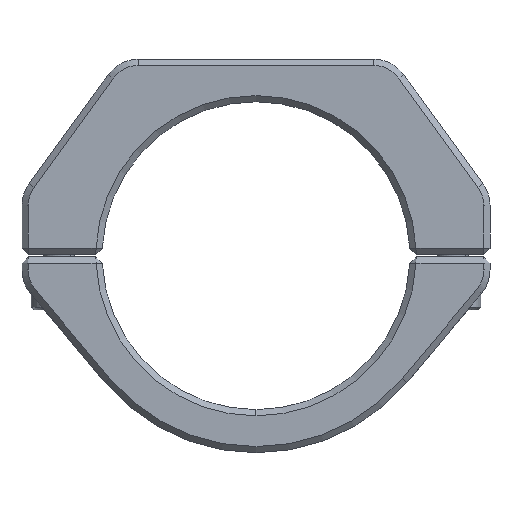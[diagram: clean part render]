
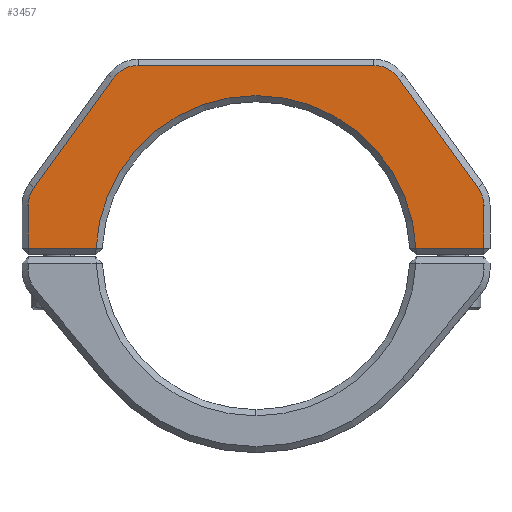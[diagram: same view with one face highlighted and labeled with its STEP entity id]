
A CAD part, front view. The second image highlights one B-rep face of the part: STEP entity #3457.
In plain terms, the highlighted planar face has unit normal (0, -1, 0).
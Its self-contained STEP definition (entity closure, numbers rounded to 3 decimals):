
#20 = CARTESIAN_POINT ( 'NONE',  ( 18.5, 0., 0. ) ) ;
#34 = CARTESIAN_POINT ( 'NONE',  ( 16., 0., 4.088 ) ) ;
#50 = ORIENTED_EDGE ( 'NONE', *, *, #1726, .T. ) ;
#110 = VECTOR ( 'NONE', #3028, 1000. ) ;
#130 = CIRCLE ( 'NONE', #4275, 2.5 ) ;
#140 = EDGE_CURVE ( 'NONE', #647, #3125, #556, .T. ) ;
#142 = VERTEX_POINT ( 'NONE', #3397 ) ;
#153 = DIRECTION ( 'NONE',  ( 1., 0., 0. ) ) ;
#307 = ORIENTED_EDGE ( 'NONE', *, *, #2530, .T. ) ;
#329 = VECTOR ( 'NONE', #3580, 1000. ) ;
#358 = ORIENTED_EDGE ( 'NONE', *, *, #4488, .T. ) ;
#362 = EDGE_CURVE ( 'NONE', #3917, #2695, #130, .T. ) ;
#377 = ORIENTED_EDGE ( 'NONE', *, *, #988, .T. ) ;
#378 = ORIENTED_EDGE ( 'NONE', *, *, #3094, .T. ) ;
#439 = VERTEX_POINT ( 'NONE', #1386 ) ;
#520 = DIRECTION ( 'NONE',  ( 0., 0., 1. ) ) ;
#534 = ORIENTED_EDGE ( 'NONE', *, *, #140, .T. ) ;
#556 = LINE ( 'NONE', #3650, #1865 ) ;
#566 = VECTOR ( 'NONE', #2771, 1000. ) ;
#589 = CARTESIAN_POINT ( 'NONE',  ( -11.581, 0., 14.423 ) ) ;
#647 = VERTEX_POINT ( 'NONE', #4037 ) ;
#759 = CIRCLE ( 'NONE', #3085, 2.5 ) ;
#794 = DIRECTION ( 'NONE',  ( -0.588, 0., 0.809 ) ) ;
#832 = LINE ( 'NONE', #3963, #329 ) ;
#862 = AXIS2_PLACEMENT_3D ( 'NONE', #880, #1225, #3656 ) ;
#867 = DIRECTION ( 'NONE',  ( 0., 0., 1. ) ) ;
#880 = CARTESIAN_POINT ( 'NONE',  ( 0., 0., 0. ) ) ;
#968 = CARTESIAN_POINT ( 'NONE',  ( -18.023, 0., 5.557 ) ) ;
#983 = VECTOR ( 'NONE', #794, 1000. ) ;
#988 = EDGE_CURVE ( 'NONE', #2695, #4374, #832, .T. ) ;
#1068 = DIRECTION ( 'NONE',  ( 0., 0., 1. ) ) ;
#1161 = CARTESIAN_POINT ( 'NONE',  ( -12.986, 0., 0.6 ) ) ;
#1205 = CIRCLE ( 'NONE', #3600, 2.5 ) ;
#1211 = VERTEX_POINT ( 'NONE', #3405 ) ;
#1225 = DIRECTION ( 'NONE',  ( 0., 1., 0. ) ) ;
#1324 = LINE ( 'NONE', #968, #110 ) ;
#1328 = DIRECTION ( 'NONE',  ( 0., 0., 1. ) ) ;
#1386 = CARTESIAN_POINT ( 'NONE',  ( -18.5, 0., 4.088 ) ) ;
#1447 = CARTESIAN_POINT ( 'NONE',  ( 11.581, 0., 14.423 ) ) ;
#1478 = VECTOR ( 'NONE', #2881, 1000. ) ;
#1488 = LINE ( 'NONE', #3783, #1478 ) ;
#1500 = DIRECTION ( 'NONE',  ( 0., -1., 0. ) ) ;
#1622 = AXIS2_PLACEMENT_3D ( 'NONE', #3550, #1500, #867 ) ;
#1643 = EDGE_CURVE ( 'NONE', #3647, #1800, #1324, .T. ) ;
#1706 = ORIENTED_EDGE ( 'NONE', *, *, #2190, .T. ) ;
#1726 = EDGE_CURVE ( 'NONE', #1800, #439, #1205, .T. ) ;
#1775 = DIRECTION ( 'NONE',  ( 0., 0., 1. ) ) ;
#1800 = VERTEX_POINT ( 'NONE', #2757 ) ;
#1839 = CARTESIAN_POINT ( 'NONE',  ( 9.559, 0., 15.453 ) ) ;
#1852 = CARTESIAN_POINT ( 'NONE',  ( 0., 0., 0.6 ) ) ;
#1862 = ORIENTED_EDGE ( 'NONE', *, *, #4462, .T. ) ;
#1865 = VECTOR ( 'NONE', #2620, 1000. ) ;
#2044 = CARTESIAN_POINT ( 'NONE',  ( 11.581, 0., 14.423 ) ) ;
#2140 = EDGE_CURVE ( 'NONE', #142, #3917, #4221, .T. ) ;
#2190 = EDGE_CURVE ( 'NONE', #439, #647, #1488, .T. ) ;
#2236 = CIRCLE ( 'NONE', #862, 13. ) ;
#2345 = VERTEX_POINT ( 'NONE', #3406 ) ;
#2399 = DIRECTION ( 'NONE',  ( 0., -1., 0. ) ) ;
#2530 = EDGE_CURVE ( 'NONE', #2345, #142, #759, .T. ) ;
#2607 = LINE ( 'NONE', #1852, #3623 ) ;
#2620 = DIRECTION ( 'NONE',  ( 1., 0., 0. ) ) ;
#2657 = EDGE_LOOP ( 'NONE', ( #2773, #50, #1706, #534, #1862, #358, #4119, #307, #4350, #2744, #377, #378 ) ) ;
#2695 = VERTEX_POINT ( 'NONE', #1839 ) ;
#2744 = ORIENTED_EDGE ( 'NONE', *, *, #362, .T. ) ;
#2752 = LINE ( 'NONE', #20, #566 ) ;
#2757 = CARTESIAN_POINT ( 'NONE',  ( -18.023, 0., 5.557 ) ) ;
#2771 = DIRECTION ( 'NONE',  ( 0., 0., 1. ) ) ;
#2773 = ORIENTED_EDGE ( 'NONE', *, *, #1643, .T. ) ;
#2837 = DIRECTION ( 'NONE',  ( 0., 1., 0. ) ) ;
#2854 = AXIS2_PLACEMENT_3D ( 'NONE', #4319, #2837, #520 ) ;
#2881 = DIRECTION ( 'NONE',  ( 0., 0., -1. ) ) ;
#3028 = DIRECTION ( 'NONE',  ( -0.588, 0., -0.809 ) ) ;
#3062 = VERTEX_POINT ( 'NONE', #3280 ) ;
#3085 = AXIS2_PLACEMENT_3D ( 'NONE', #34, #4236, #1775 ) ;
#3094 = EDGE_CURVE ( 'NONE', #4374, #3647, #3513, .T. ) ;
#3125 = VERTEX_POINT ( 'NONE', #1161 ) ;
#3280 = CARTESIAN_POINT ( 'NONE',  ( 18.5, 0., 0.6 ) ) ;
#3387 = EDGE_CURVE ( 'NONE', #3062, #2345, #2752, .T. ) ;
#3397 = CARTESIAN_POINT ( 'NONE',  ( 18.023, 0., 5.557 ) ) ;
#3405 = CARTESIAN_POINT ( 'NONE',  ( 12.986, 0., 0.6 ) ) ;
#3406 = CARTESIAN_POINT ( 'NONE',  ( 18.5, 0., 4.088 ) ) ;
#3441 = DIRECTION ( 'NONE',  ( 0., -1., 0. ) ) ;
#3457 = ADVANCED_FACE ( 'NONE', ( #3928 ), #3910, .F. ) ;
#3513 = CIRCLE ( 'NONE', #1622, 2.5 ) ;
#3550 = CARTESIAN_POINT ( 'NONE',  ( -9.559, 0., 12.953 ) ) ;
#3580 = DIRECTION ( 'NONE',  ( -1., 0., 0. ) ) ;
#3600 = AXIS2_PLACEMENT_3D ( 'NONE', #3806, #3441, #1068 ) ;
#3623 = VECTOR ( 'NONE', #153, 1000. ) ;
#3647 = VERTEX_POINT ( 'NONE', #589 ) ;
#3650 = CARTESIAN_POINT ( 'NONE',  ( 0., 0., 0.6 ) ) ;
#3656 = DIRECTION ( 'NONE',  ( 0., 0., 1. ) ) ;
#3691 = CARTESIAN_POINT ( 'NONE',  ( -9.559, 0., 15.453 ) ) ;
#3783 = CARTESIAN_POINT ( 'NONE',  ( -18.5, 0., 0.1 ) ) ;
#3806 = CARTESIAN_POINT ( 'NONE',  ( -16., 0., 4.088 ) ) ;
#3910 = PLANE ( 'NONE',  #2854 ) ;
#3917 = VERTEX_POINT ( 'NONE', #1447 ) ;
#3928 = FACE_OUTER_BOUND ( 'NONE', #2657, .T. ) ;
#3963 = CARTESIAN_POINT ( 'NONE',  ( 0., 0., 15.453 ) ) ;
#4037 = CARTESIAN_POINT ( 'NONE',  ( -18.5, 0., 0.6 ) ) ;
#4119 = ORIENTED_EDGE ( 'NONE', *, *, #3387, .T. ) ;
#4221 = LINE ( 'NONE', #2044, #983 ) ;
#4236 = DIRECTION ( 'NONE',  ( 0., -1., 0. ) ) ;
#4275 = AXIS2_PLACEMENT_3D ( 'NONE', #4453, #2399, #1328 ) ;
#4319 = CARTESIAN_POINT ( 'NONE',  ( 0., 0., 0. ) ) ;
#4350 = ORIENTED_EDGE ( 'NONE', *, *, #2140, .T. ) ;
#4374 = VERTEX_POINT ( 'NONE', #3691 ) ;
#4453 = CARTESIAN_POINT ( 'NONE',  ( 9.559, 0., 12.953 ) ) ;
#4462 = EDGE_CURVE ( 'NONE', #3125, #1211, #2236, .T. ) ;
#4488 = EDGE_CURVE ( 'NONE', #1211, #3062, #2607, .T. ) ;
